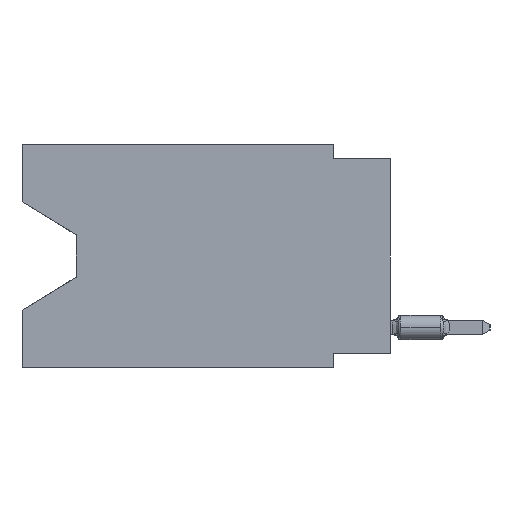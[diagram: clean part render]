
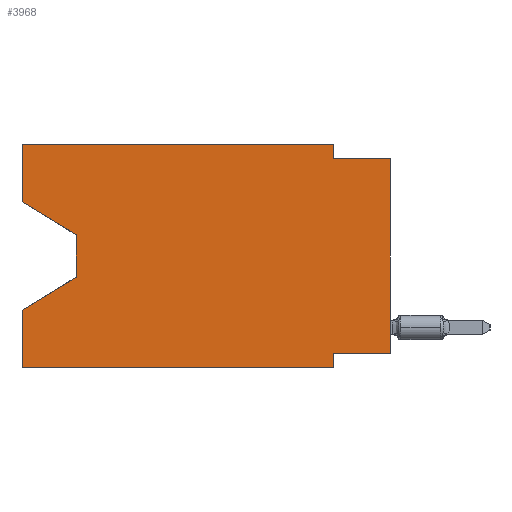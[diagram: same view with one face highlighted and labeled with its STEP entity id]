
A CAD part, left-side view. The second image highlights one B-rep face of the part: STEP entity #3968.
In plain terms, the highlighted planar face has unit normal (-1, 0, 0).
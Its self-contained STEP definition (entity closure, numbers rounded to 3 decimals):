
#81 = ORIENTED_EDGE ( 'NONE', *, *, #23741, .F. ) ;
#426 = LINE ( 'NONE', #34171, #21865 ) ;
#467 = ORIENTED_EDGE ( 'NONE', *, *, #9885, .F. ) ;
#658 = CARTESIAN_POINT ( 'NONE',  ( 0., 0., -9.271 ) ) ;
#1554 = DIRECTION ( 'NONE',  ( 0., -0.855, -0.519 ) ) ;
#1644 = CARTESIAN_POINT ( 'NONE',  ( 0., 2.54, -9.271 ) ) ;
#2173 = DIRECTION ( 'NONE',  ( 0., 0., 1. ) ) ;
#2187 = ORIENTED_EDGE ( 'NONE', *, *, #35456, .F. ) ;
#2618 = VECTOR ( 'NONE', #28187, 1000. ) ;
#2853 = EDGE_CURVE ( 'NONE', #26889, #10613, #26518, .T. ) ;
#3349 = VECTOR ( 'NONE', #1554, 1000. ) ;
#3375 = CARTESIAN_POINT ( 'NONE',  ( 0., 2.54, -9.906 ) ) ;
#3566 = VERTEX_POINT ( 'NONE', #27081 ) ;
#3616 = LINE ( 'NONE', #12548, #35095 ) ;
#3964 = VECTOR ( 'NONE', #35559, 1000. ) ;
#3968 = ADVANCED_FACE ( 'NONE', ( #15892 ), #18630, .F. ) ;
#4036 = CARTESIAN_POINT ( 'NONE',  ( 0., 16.383, 0. ) ) ;
#4119 = VERTEX_POINT ( 'NONE', #14444 ) ;
#4721 = DIRECTION ( 'NONE',  ( 0., -1., 0. ) ) ;
#4906 = CARTESIAN_POINT ( 'NONE',  ( 0., 0., -0.635 ) ) ;
#4982 = VERTEX_POINT ( 'NONE', #658 ) ;
#5383 = CARTESIAN_POINT ( 'NONE',  ( 0., 0., 0. ) ) ;
#6253 = CARTESIAN_POINT ( 'NONE',  ( 0., 0., -0.635 ) ) ;
#6669 = ORIENTED_EDGE ( 'NONE', *, *, #17683, .F. ) ;
#7222 = DIRECTION ( 'NONE',  ( 0., 0., -1. ) ) ;
#8764 = CARTESIAN_POINT ( 'NONE',  ( 0., 13.97, -4.013 ) ) ;
#9756 = DIRECTION ( 'NONE',  ( 0., 0., -1. ) ) ;
#9855 = CARTESIAN_POINT ( 'NONE',  ( 0., 16.383, 0. ) ) ;
#9885 = EDGE_CURVE ( 'NONE', #21665, #28610, #26229, .T. ) ;
#10613 = VERTEX_POINT ( 'NONE', #30519 ) ;
#10635 = LINE ( 'NONE', #24129, #24179 ) ;
#10717 = VERTEX_POINT ( 'NONE', #6253 ) ;
#10750 = VERTEX_POINT ( 'NONE', #4036 ) ;
#11469 = ORIENTED_EDGE ( 'NONE', *, *, #30904, .T. ) ;
#11821 = EDGE_CURVE ( 'NONE', #22726, #31041, #426, .T. ) ;
#12267 = ORIENTED_EDGE ( 'NONE', *, *, #13910, .F. ) ;
#12517 = ORIENTED_EDGE ( 'NONE', *, *, #11821, .T. ) ;
#12548 = CARTESIAN_POINT ( 'NONE',  ( 0., 0., -9.271 ) ) ;
#13300 = CARTESIAN_POINT ( 'NONE',  ( 0., 16.383, 0. ) ) ;
#13454 = CARTESIAN_POINT ( 'NONE',  ( 0., 2.54, -0.635 ) ) ;
#13910 = EDGE_CURVE ( 'NONE', #4119, #10750, #35386, .T. ) ;
#14366 = VECTOR ( 'NONE', #9756, 1000. ) ;
#14444 = CARTESIAN_POINT ( 'NONE',  ( 0., 16.383, -2.546 ) ) ;
#14529 = CARTESIAN_POINT ( 'NONE',  ( 0., 2.54, 0. ) ) ;
#15398 = CARTESIAN_POINT ( 'NONE',  ( 0., 16.383, -2.546 ) ) ;
#15784 = VECTOR ( 'NONE', #4721, 1000. ) ;
#15794 = ORIENTED_EDGE ( 'NONE', *, *, #31165, .T. ) ;
#15834 = ORIENTED_EDGE ( 'NONE', *, *, #18819, .F. ) ;
#15892 = FACE_OUTER_BOUND ( 'NONE', #20621, .T. ) ;
#16086 = VERTEX_POINT ( 'NONE', #1644 ) ;
#17683 = EDGE_CURVE ( 'NONE', #28610, #10717, #19155, .T. ) ;
#18630 = PLANE ( 'NONE',  #33654 ) ;
#18819 = EDGE_CURVE ( 'NONE', #4982, #16086, #3616, .T. ) ;
#18832 = LINE ( 'NONE', #26520, #27114 ) ;
#19155 = LINE ( 'NONE', #4906, #15784 ) ;
#20621 = EDGE_LOOP ( 'NONE', ( #27007, #26236, #15794, #2187, #12517, #30478, #15834, #11469, #6669, #467, #81, #12267 ) ) ;
#21189 = CARTESIAN_POINT ( 'NONE',  ( 0., 16.383, 0. ) ) ;
#21387 = DIRECTION ( 'NONE',  ( 1., 0., 0. ) ) ;
#21665 = VERTEX_POINT ( 'NONE', #14529 ) ;
#21684 = VECTOR ( 'NONE', #29646, 1000. ) ;
#21865 = VECTOR ( 'NONE', #22697, 1000. ) ;
#21907 = EDGE_CURVE ( 'NONE', #4119, #26889, #26212, .T. ) ;
#22697 = DIRECTION ( 'NONE',  ( 0., -1., 0. ) ) ;
#22726 = VERTEX_POINT ( 'NONE', #33663 ) ;
#23324 = DIRECTION ( 'NONE',  ( 0., 1., 0. ) ) ;
#23741 = EDGE_CURVE ( 'NONE', #10750, #21665, #32375, .T. ) ;
#24129 = CARTESIAN_POINT ( 'NONE',  ( 0., 13.97, -5.893 ) ) ;
#24179 = VECTOR ( 'NONE', #35275, 1000. ) ;
#24839 = VECTOR ( 'NONE', #7222, 1000. ) ;
#24931 = LINE ( 'NONE', #5383, #2618 ) ;
#26212 = LINE ( 'NONE', #15398, #3349 ) ;
#26229 = LINE ( 'NONE', #26395, #24839 ) ;
#26236 = ORIENTED_EDGE ( 'NONE', *, *, #2853, .T. ) ;
#26395 = CARTESIAN_POINT ( 'NONE',  ( 0., 2.54, 0. ) ) ;
#26518 = LINE ( 'NONE', #29246, #14366 ) ;
#26520 = CARTESIAN_POINT ( 'NONE',  ( 0., 2.54, -9.906 ) ) ;
#26889 = VERTEX_POINT ( 'NONE', #8764 ) ;
#27007 = ORIENTED_EDGE ( 'NONE', *, *, #21907, .T. ) ;
#27081 = CARTESIAN_POINT ( 'NONE',  ( 0., 16.383, -7.36 ) ) ;
#27114 = VECTOR ( 'NONE', #32172, 1000. ) ;
#28187 = DIRECTION ( 'NONE',  ( 0., 0., 1. ) ) ;
#28610 = VERTEX_POINT ( 'NONE', #13454 ) ;
#29246 = CARTESIAN_POINT ( 'NONE',  ( 0., 13.97, -4.013 ) ) ;
#29646 = DIRECTION ( 'NONE',  ( 0., -1., 0. ) ) ;
#30478 = ORIENTED_EDGE ( 'NONE', *, *, #31206, .F. ) ;
#30519 = CARTESIAN_POINT ( 'NONE',  ( 0., 13.97, -5.893 ) ) ;
#30746 = VECTOR ( 'NONE', #2173, 1000. ) ;
#30904 = EDGE_CURVE ( 'NONE', #4982, #10717, #24931, .T. ) ;
#31041 = VERTEX_POINT ( 'NONE', #3375 ) ;
#31165 = EDGE_CURVE ( 'NONE', #10613, #3566, #10635, .T. ) ;
#31206 = EDGE_CURVE ( 'NONE', #16086, #31041, #18832, .T. ) ;
#32108 = LINE ( 'NONE', #9855, #30746 ) ;
#32172 = DIRECTION ( 'NONE',  ( 0., 0., -1. ) ) ;
#32375 = LINE ( 'NONE', #32920, #21684 ) ;
#32522 = DIRECTION ( 'NONE',  ( 0., 0., -1. ) ) ;
#32920 = CARTESIAN_POINT ( 'NONE',  ( 0., 16.383, 0. ) ) ;
#33654 = AXIS2_PLACEMENT_3D ( 'NONE', #21189, #21387, #32522 ) ;
#33663 = CARTESIAN_POINT ( 'NONE',  ( 0., 16.383, -9.906 ) ) ;
#34171 = CARTESIAN_POINT ( 'NONE',  ( 0., 16.383, -9.906 ) ) ;
#35095 = VECTOR ( 'NONE', #23324, 1000. ) ;
#35275 = DIRECTION ( 'NONE',  ( 0., 0.855, -0.519 ) ) ;
#35386 = LINE ( 'NONE', #13300, #3964 ) ;
#35456 = EDGE_CURVE ( 'NONE', #22726, #3566, #32108, .T. ) ;
#35559 = DIRECTION ( 'NONE',  ( 0., 0., 1. ) ) ;
